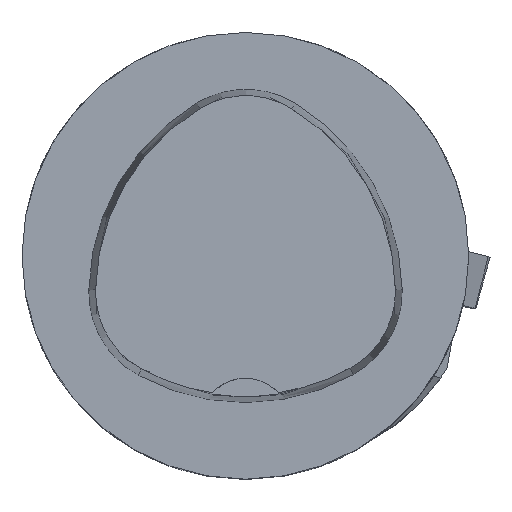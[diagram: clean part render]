
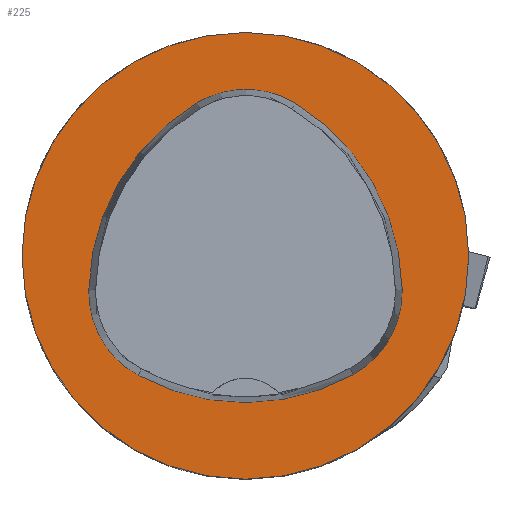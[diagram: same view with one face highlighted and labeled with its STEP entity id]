
A CAD part, top view. The second image highlights one B-rep face of the part: STEP entity #225.
In plain terms, the highlighted planar face has unit normal (0, 0, 1).
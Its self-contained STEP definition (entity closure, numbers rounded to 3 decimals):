
#225=ADVANCED_FACE('',(#425,#426),#270,.T.);
#270=PLANE('',#1231);
#425=FACE_BOUND('',#481,.T.);
#426=FACE_BOUND('',#482,.T.);
#481=EDGE_LOOP('',(#669,#670,#671,#672,#673,#674));
#482=EDGE_LOOP('',(#675));
#669=ORIENTED_EDGE('',*,*,#987,.F.);
#670=ORIENTED_EDGE('',*,*,#982,.F.);
#671=ORIENTED_EDGE('',*,*,#977,.F.);
#672=ORIENTED_EDGE('',*,*,#974,.F.);
#673=ORIENTED_EDGE('',*,*,#971,.F.);
#674=ORIENTED_EDGE('',*,*,#967,.F.);
#675=ORIENTED_EDGE('',*,*,#990,.T.);
#857=VERTEX_POINT('',#1928);
#858=VERTEX_POINT('',#1929);
#861=VERTEX_POINT('',#1937);
#863=VERTEX_POINT('',#1943);
#865=VERTEX_POINT('',#1949);
#869=VERTEX_POINT('',#1962);
#873=VERTEX_POINT('',#1980);
#967=EDGE_CURVE('',#857,#858,#1055,.T.);
#971=EDGE_CURVE('',#858,#861,#1057,.T.);
#974=EDGE_CURVE('',#861,#863,#1059,.T.);
#977=EDGE_CURVE('',#863,#865,#1061,.T.);
#982=EDGE_CURVE('',#865,#869,#1064,.T.);
#987=EDGE_CURVE('',#869,#857,#1067,.T.);
#990=EDGE_CURVE('',#873,#873,#1070,.T.);
#1055=CIRCLE('',#1208,20.);
#1057=CIRCLE('',#1211,8.5);
#1059=CIRCLE('',#1214,20.);
#1061=CIRCLE('',#1217,8.5);
#1064=CIRCLE('',#1221,20.);
#1067=CIRCLE('',#1225,8.5);
#1070=CIRCLE('',#1230,20.);
#1208=AXIS2_PLACEMENT_3D('',#1927,#1436,#1437);
#1211=AXIS2_PLACEMENT_3D('',#1936,#1444,#1445);
#1214=AXIS2_PLACEMENT_3D('',#1942,#1451,#1452);
#1217=AXIS2_PLACEMENT_3D('',#1948,#1458,#1459);
#1221=AXIS2_PLACEMENT_3D('',#1961,#1467,#1468);
#1225=AXIS2_PLACEMENT_3D('',#1974,#1476,#1477);
#1230=AXIS2_PLACEMENT_3D('',#1979,#1486,#1487);
#1231=AXIS2_PLACEMENT_3D('',#1981,#1488,#1489);
#1436=DIRECTION('',(0.,0.,1.));
#1437=DIRECTION('',(1.,0.,0.));
#1444=DIRECTION('',(0.,0.,1.));
#1445=DIRECTION('',(1.,0.,0.));
#1451=DIRECTION('',(0.,0.,1.));
#1452=DIRECTION('',(1.,0.,0.));
#1458=DIRECTION('',(0.,0.,1.));
#1459=DIRECTION('',(1.,0.,0.));
#1467=DIRECTION('',(0.,0.,1.));
#1468=DIRECTION('',(1.,0.,0.));
#1476=DIRECTION('',(0.,0.,1.));
#1477=DIRECTION('',(1.,0.,0.));
#1486=DIRECTION('',(0.,0.,1.));
#1487=DIRECTION('',(1.,0.,0.));
#1488=DIRECTION('',(0.,0.,1.));
#1489=DIRECTION('',(-1.,0.,0.));
#1927=CARTESIAN_POINT('',(-5.955,-3.414,0.));
#1928=CARTESIAN_POINT('',(14.041,-3.042,0.));
#1929=CARTESIAN_POINT('',(4.472,13.653,0.));
#1936=CARTESIAN_POINT('',(0.04,6.4,0.));
#1937=CARTESIAN_POINT('',(-4.347,13.68,0.));
#1942=CARTESIAN_POINT('',(5.976,-3.45,0.));
#1943=CARTESIAN_POINT('',(-14.021,-3.075,0.));
#1948=CARTESIAN_POINT('',(-5.522,-3.235,0.));
#1949=CARTESIAN_POINT('',(-9.588,-10.699,0.));
#1961=CARTESIAN_POINT('',(-0.022,6.864,0.));
#1962=CARTESIAN_POINT('',(9.655,-10.639,0.));
#1974=CARTESIAN_POINT('',(5.543,-3.2,0.));
#1979=CARTESIAN_POINT('',(0.,0.,0.));
#1980=CARTESIAN_POINT('',(20.,0.,0.));
#1981=CARTESIAN_POINT('',(0.,0.,0.));
